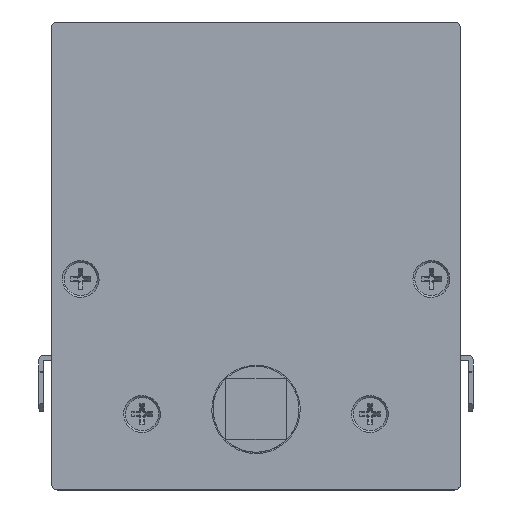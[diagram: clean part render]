
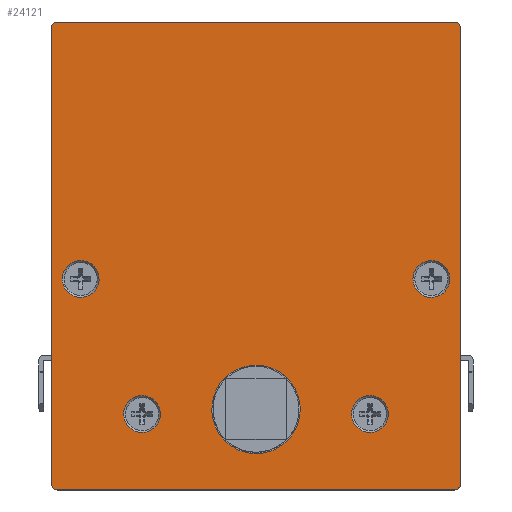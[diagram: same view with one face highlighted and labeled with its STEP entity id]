
A CAD part, top view. The second image highlights one B-rep face of the part: STEP entity #24121.
In plain terms, the highlighted free-form (B-spline) face has degree [1, 1] with [2, 2] control points.
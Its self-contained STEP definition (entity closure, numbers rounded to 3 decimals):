
#23462 = VERTEX_POINT('',#23463);
#23463 = CARTESIAN_POINT('',(15.231,-25.211,
    13.999));
#23481 = EDGE_CURVE('',#23462,#23462,#23482,.T.);
#23482 = ( BOUNDED_CURVE() B_SPLINE_CURVE(2,(#23483,#23484,#23485,#23486
    ,#23487,#23488,#23489),.UNSPECIFIED.,.T.,.F.) 
B_SPLINE_CURVE_WITH_KNOTS((3,2,2,3),(3.142,5.236,
7.33,9.425),.PIECEWISE_BEZIER_KNOTS.) CURVE() 
GEOMETRIC_REPRESENTATION_ITEM() RATIONAL_B_SPLINE_CURVE((1.,0.5,1.,0.5,
1.,0.5,1.)) REPRESENTATION_ITEM('') );
#23483 = CARTESIAN_POINT('',(15.231,-25.211,
    13.999));
#23484 = CARTESIAN_POINT('',(15.231,-20.125,
    13.999));
#23485 = CARTESIAN_POINT('',(19.636,-22.668,
    13.999));
#23486 = CARTESIAN_POINT('',(24.041,-25.211,
    13.999));
#23487 = CARTESIAN_POINT('',(19.636,-27.755,
    13.999));
#23488 = CARTESIAN_POINT('',(15.231,-30.298,
    13.999));
#23489 = CARTESIAN_POINT('',(15.231,-25.211,
    13.999));
#23555 = VERTEX_POINT('',#23556);
#23556 = CARTESIAN_POINT('',(-30.894,-3.675,
    13.999));
#23574 = EDGE_CURVE('',#23555,#23555,#23575,.T.);
#23575 = ( BOUNDED_CURVE() B_SPLINE_CURVE(2,(#23576,#23577,#23578,#23579
    ,#23580,#23581,#23582),.UNSPECIFIED.,.T.,.F.) 
B_SPLINE_CURVE_WITH_KNOTS((3,2,2,3),(3.142,5.236,
7.33,9.425),.PIECEWISE_BEZIER_KNOTS.) CURVE() 
GEOMETRIC_REPRESENTATION_ITEM() RATIONAL_B_SPLINE_CURVE((1.,0.5,1.,0.5,
1.,0.5,1.)) REPRESENTATION_ITEM('') );
#23576 = CARTESIAN_POINT('',(-30.894,-3.675,
    13.999));
#23577 = CARTESIAN_POINT('',(-30.894,1.412,
    13.999));
#23578 = CARTESIAN_POINT('',(-26.488,-1.131,
    13.999));
#23579 = CARTESIAN_POINT('',(-22.083,-3.675,
    13.999));
#23580 = CARTESIAN_POINT('',(-26.488,-6.218,
    13.999));
#23581 = CARTESIAN_POINT('',(-30.894,-8.762,
    13.999));
#23582 = CARTESIAN_POINT('',(-30.894,-3.675,
    13.999));
#23648 = VERTEX_POINT('',#23649);
#23649 = CARTESIAN_POINT('',(25.02,-3.675,
    13.999));
#23667 = EDGE_CURVE('',#23648,#23648,#23668,.T.);
#23668 = ( BOUNDED_CURVE() B_SPLINE_CURVE(2,(#23669,#23670,#23671,#23672
    ,#23673,#23674,#23675),.UNSPECIFIED.,.T.,.F.) 
B_SPLINE_CURVE_WITH_KNOTS((3,2,2,3),(3.142,5.236,
7.33,9.425),.PIECEWISE_BEZIER_KNOTS.) CURVE() 
GEOMETRIC_REPRESENTATION_ITEM() RATIONAL_B_SPLINE_CURVE((1.,0.5,1.,0.5,
1.,0.5,1.)) REPRESENTATION_ITEM('') );
#23669 = CARTESIAN_POINT('',(25.02,-3.675,
    13.999));
#23670 = CARTESIAN_POINT('',(25.02,1.412,
    13.999));
#23671 = CARTESIAN_POINT('',(29.425,-1.131,
    13.999));
#23672 = CARTESIAN_POINT('',(33.83,-3.675,
    13.999));
#23673 = CARTESIAN_POINT('',(29.425,-6.218,
    13.999));
#23674 = CARTESIAN_POINT('',(25.02,-8.762,
    13.999));
#23675 = CARTESIAN_POINT('',(25.02,-3.675,
    13.999));
#23741 = VERTEX_POINT('',#23742);
#23742 = CARTESIAN_POINT('',(-21.104,-25.211,
    13.999));
#23760 = EDGE_CURVE('',#23741,#23741,#23761,.T.);
#23761 = ( BOUNDED_CURVE() B_SPLINE_CURVE(2,(#23762,#23763,#23764,#23765
    ,#23766,#23767,#23768),.UNSPECIFIED.,.T.,.F.) 
B_SPLINE_CURVE_WITH_KNOTS((3,2,2,3),(3.142,5.236,
7.33,9.425),.PIECEWISE_BEZIER_KNOTS.) CURVE() 
GEOMETRIC_REPRESENTATION_ITEM() RATIONAL_B_SPLINE_CURVE((1.,0.5,1.,0.5,
1.,0.5,1.)) REPRESENTATION_ITEM('') );
#23762 = CARTESIAN_POINT('',(-21.104,-25.211,
    13.999));
#23763 = CARTESIAN_POINT('',(-21.104,-20.125,
    13.999));
#23764 = CARTESIAN_POINT('',(-16.699,-22.668,
    13.999));
#23765 = CARTESIAN_POINT('',(-12.294,-25.211,
    13.999));
#23766 = CARTESIAN_POINT('',(-16.699,-27.755,
    13.999));
#23767 = CARTESIAN_POINT('',(-21.104,-30.298,
    13.999));
#23768 = CARTESIAN_POINT('',(-21.104,-25.211,
    13.999));
#23836 = VERTEX_POINT('',#23837);
#23837 = CARTESIAN_POINT('',(7.048,-24.473,
    13.999));
#23842 = EDGE_CURVE('',#23836,#23836,#23843,.T.);
#23843 = ( BOUNDED_CURVE() B_SPLINE_CURVE(2,(#23844,#23845,#23846,#23847
    ,#23848,#23849,#23850),.UNSPECIFIED.,.T.,.F.) 
B_SPLINE_CURVE_WITH_KNOTS((3,2,2,3),(3.142,5.236,
7.33,9.425),.PIECEWISE_BEZIER_KNOTS.) CURVE() 
GEOMETRIC_REPRESENTATION_ITEM() RATIONAL_B_SPLINE_CURVE((1.,0.5,1.,0.5,
1.,0.5,1.)) REPRESENTATION_ITEM('') );
#23844 = CARTESIAN_POINT('',(7.048,-24.473,
    13.999));
#23845 = CARTESIAN_POINT('',(7.048,-36.682,
    13.999));
#23846 = CARTESIAN_POINT('',(-3.524,-30.578,
    13.999));
#23847 = CARTESIAN_POINT('',(-14.097,-24.473,
    13.999));
#23848 = CARTESIAN_POINT('',(-3.524,-18.369,
    13.999));
#23849 = CARTESIAN_POINT('',(7.048,-12.265,
    13.999));
#23850 = CARTESIAN_POINT('',(7.048,-24.473,
    13.999));
#23895 = VERTEX_POINT('',#23896);
#23896 = CARTESIAN_POINT('',(-31.656,37.298,
    13.999));
#23901 = EDGE_CURVE('',#23902,#23895,#23904,.T.);
#23902 = VERTEX_POINT('',#23903);
#23903 = CARTESIAN_POINT('',(31.656,37.298,
    13.999));
#23904 = B_SPLINE_CURVE_WITH_KNOTS('',1,(#23905,#23906),.UNSPECIFIED.,
  .F.,.F.,(2,2),(0.,64.675),.PIECEWISE_BEZIER_KNOTS.);
#23905 = CARTESIAN_POINT('',(31.656,37.298,
    13.999));
#23906 = CARTESIAN_POINT('',(-31.656,37.298,
    13.999));
#23930 = EDGE_CURVE('',#23931,#23902,#23933,.T.);
#23931 = VERTEX_POINT('',#23932);
#23932 = CARTESIAN_POINT('',(32.635,36.319,
    13.999));
#23933 = ( BOUNDED_CURVE() B_SPLINE_CURVE(2,(#23934,#23935,#23936),
.UNSPECIFIED.,.F.,.F.) B_SPLINE_CURVE_WITH_KNOTS((3,3),(0.,
1.571),.PIECEWISE_BEZIER_KNOTS.) CURVE() 
GEOMETRIC_REPRESENTATION_ITEM() RATIONAL_B_SPLINE_CURVE((1.,
0.707,1.)) REPRESENTATION_ITEM('') );
#23934 = CARTESIAN_POINT('',(32.635,36.319,
    13.999));
#23935 = CARTESIAN_POINT('',(32.635,37.298,
    13.999));
#23936 = CARTESIAN_POINT('',(31.656,37.298,
    13.999));
#23961 = EDGE_CURVE('',#23962,#23931,#23964,.T.);
#23962 = VERTEX_POINT('',#23963);
#23963 = CARTESIAN_POINT('',(32.635,-36.319,
    13.999));
#23964 = B_SPLINE_CURVE_WITH_KNOTS('',1,(#23965,#23966),.UNSPECIFIED.,
  .F.,.F.,(2,2),(0.,74.2),.PIECEWISE_BEZIER_KNOTS.);
#23965 = CARTESIAN_POINT('',(32.635,-36.319,
    13.999));
#23966 = CARTESIAN_POINT('',(32.635,36.319,
    13.999));
#23990 = EDGE_CURVE('',#23991,#23962,#23993,.T.);
#23991 = VERTEX_POINT('',#23992);
#23992 = CARTESIAN_POINT('',(31.656,-37.298,
    13.999));
#23993 = ( BOUNDED_CURVE() B_SPLINE_CURVE(2,(#23994,#23995,#23996),
.UNSPECIFIED.,.F.,.F.) B_SPLINE_CURVE_WITH_KNOTS((3,3),(0.,
1.571),.PIECEWISE_BEZIER_KNOTS.) CURVE() 
GEOMETRIC_REPRESENTATION_ITEM() RATIONAL_B_SPLINE_CURVE((1.,
0.707,1.)) REPRESENTATION_ITEM('') );
#23994 = CARTESIAN_POINT('',(31.656,-37.298,
    13.999));
#23995 = CARTESIAN_POINT('',(32.635,-37.298,
    13.999));
#23996 = CARTESIAN_POINT('',(32.635,-36.319,
    13.999));
#24021 = EDGE_CURVE('',#24022,#23991,#24024,.T.);
#24022 = VERTEX_POINT('',#24023);
#24023 = CARTESIAN_POINT('',(-31.656,-37.298,
    13.999));
#24024 = B_SPLINE_CURVE_WITH_KNOTS('',1,(#24025,#24026),.UNSPECIFIED.,
  .F.,.F.,(2,2),(0.,64.675),.PIECEWISE_BEZIER_KNOTS.);
#24025 = CARTESIAN_POINT('',(-31.656,-37.298,
    13.999));
#24026 = CARTESIAN_POINT('',(31.656,-37.298,
    13.999));
#24050 = EDGE_CURVE('',#24051,#24022,#24053,.T.);
#24051 = VERTEX_POINT('',#24052);
#24052 = CARTESIAN_POINT('',(-32.635,-36.319,
    13.999));
#24053 = ( BOUNDED_CURVE() B_SPLINE_CURVE(2,(#24054,#24055,#24056),
.UNSPECIFIED.,.F.,.F.) B_SPLINE_CURVE_WITH_KNOTS((3,3),(0.,
1.571),.PIECEWISE_BEZIER_KNOTS.) CURVE() 
GEOMETRIC_REPRESENTATION_ITEM() RATIONAL_B_SPLINE_CURVE((1.,
0.707,1.)) REPRESENTATION_ITEM('') );
#24054 = CARTESIAN_POINT('',(-32.635,-36.319,
    13.999));
#24055 = CARTESIAN_POINT('',(-32.635,-37.298,
    13.999));
#24056 = CARTESIAN_POINT('',(-31.656,-37.298,
    13.999));
#24081 = EDGE_CURVE('',#24082,#24051,#24084,.T.);
#24082 = VERTEX_POINT('',#24083);
#24083 = CARTESIAN_POINT('',(-32.635,36.319,
    13.999));
#24084 = B_SPLINE_CURVE_WITH_KNOTS('',1,(#24085,#24086),.UNSPECIFIED.,
  .F.,.F.,(2,2),(0.,74.2),.PIECEWISE_BEZIER_KNOTS.);
#24085 = CARTESIAN_POINT('',(-32.635,36.319,
    13.999));
#24086 = CARTESIAN_POINT('',(-32.635,-36.319,
    13.999));
#24108 = EDGE_CURVE('',#23895,#24082,#24109,.T.);
#24109 = ( BOUNDED_CURVE() B_SPLINE_CURVE(2,(#24110,#24111,#24112),
.UNSPECIFIED.,.F.,.F.) B_SPLINE_CURVE_WITH_KNOTS((3,3),(0.,
1.571),.PIECEWISE_BEZIER_KNOTS.) CURVE() 
GEOMETRIC_REPRESENTATION_ITEM() RATIONAL_B_SPLINE_CURVE((1.,
0.707,1.)) REPRESENTATION_ITEM('') );
#24110 = CARTESIAN_POINT('',(-31.656,37.298,
    13.999));
#24111 = CARTESIAN_POINT('',(-32.635,37.298,
    13.999));
#24112 = CARTESIAN_POINT('',(-32.635,36.319,
    13.999));
#24121 = ADVANCED_FACE('',(#24122,#24132,#24135,#24138,#24141,#24144),
  #24147,.T.);
#24122 = FACE_BOUND('',#24123,.T.);
#24123 = EDGE_LOOP('',(#24124,#24125,#24126,#24127,#24128,#24129,#24130,
    #24131));
#24124 = ORIENTED_EDGE('',*,*,#24108,.T.);
#24125 = ORIENTED_EDGE('',*,*,#24081,.T.);
#24126 = ORIENTED_EDGE('',*,*,#24050,.T.);
#24127 = ORIENTED_EDGE('',*,*,#24021,.T.);
#24128 = ORIENTED_EDGE('',*,*,#23990,.T.);
#24129 = ORIENTED_EDGE('',*,*,#23961,.T.);
#24130 = ORIENTED_EDGE('',*,*,#23930,.T.);
#24131 = ORIENTED_EDGE('',*,*,#23901,.T.);
#24132 = FACE_BOUND('',#24133,.T.);
#24133 = EDGE_LOOP('',(#24134));
#24134 = ORIENTED_EDGE('',*,*,#23481,.T.);
#24135 = FACE_BOUND('',#24136,.T.);
#24136 = EDGE_LOOP('',(#24137));
#24137 = ORIENTED_EDGE('',*,*,#23574,.T.);
#24138 = FACE_BOUND('',#24139,.T.);
#24139 = EDGE_LOOP('',(#24140));
#24140 = ORIENTED_EDGE('',*,*,#23667,.T.);
#24141 = FACE_BOUND('',#24142,.T.);
#24142 = EDGE_LOOP('',(#24143));
#24143 = ORIENTED_EDGE('',*,*,#23760,.T.);
#24144 = FACE_BOUND('',#24145,.T.);
#24145 = EDGE_LOOP('',(#24146));
#24146 = ORIENTED_EDGE('',*,*,#23842,.T.);
#24147 = B_SPLINE_SURFACE_WITH_KNOTS('',1,1,(
    (#24148,#24149)
    ,(#24150,#24151
    )),.UNSPECIFIED.,.F.,.F.,.F.,(2,2),(2,2),(-33.338,33.338),(-38.1,
    38.1),.PIECEWISE_BEZIER_KNOTS.);
#24148 = CARTESIAN_POINT('',(-32.635,-37.298,
    13.999));
#24149 = CARTESIAN_POINT('',(-32.635,37.298,
    13.999));
#24150 = CARTESIAN_POINT('',(32.635,-37.298,
    13.999));
#24151 = CARTESIAN_POINT('',(32.635,37.298,
    13.999));
